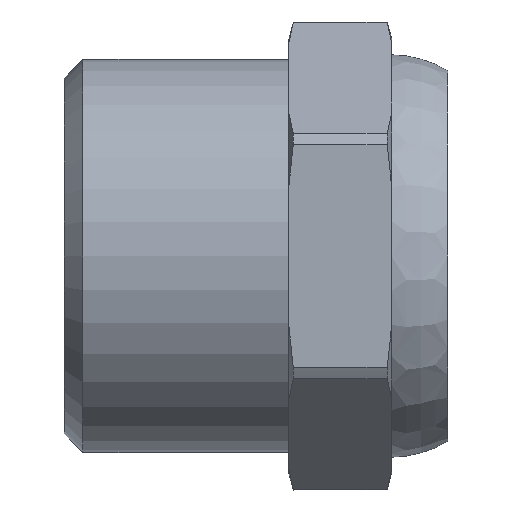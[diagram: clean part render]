
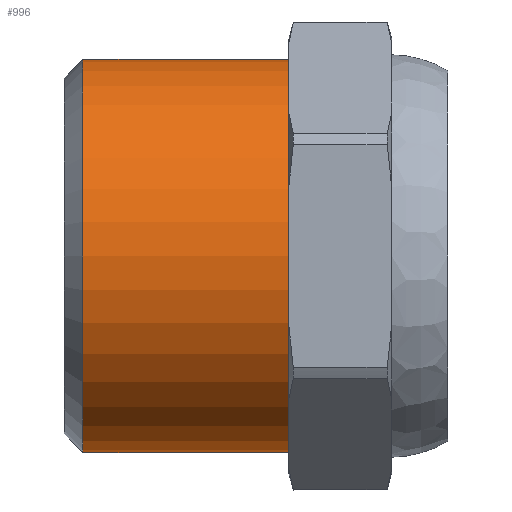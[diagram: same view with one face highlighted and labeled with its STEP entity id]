
A CAD part, front view. The second image highlights one B-rep face of the part: STEP entity #996.
In plain terms, the highlighted cylindrical face has radius 10.5 mm (diameter 21 mm), a partial arc.
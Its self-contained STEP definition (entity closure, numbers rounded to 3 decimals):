
#56 = CYLINDRICAL_SURFACE ( 'NONE', #1017, 10.5 ) ;
#75 = CARTESIAN_POINT ( 'NONE',  ( 0., 0., 0. ) ) ;
#145 = DIRECTION ( 'NONE',  ( 0., 0., 1. ) ) ;
#155 = CARTESIAN_POINT ( 'NONE',  ( 12., 0., 0. ) ) ;
#181 = ORIENTED_EDGE ( 'NONE', *, *, #1325, .F. ) ;
#257 = FACE_OUTER_BOUND ( 'NONE', #979, .T. ) ;
#262 = EDGE_CURVE ( 'NONE', #833, #418, #551, .T. ) ;
#286 = CARTESIAN_POINT ( 'NONE',  ( 0., 0., -10.5 ) ) ;
#312 = CARTESIAN_POINT ( 'NONE',  ( 1., 0., 0. ) ) ;
#354 = DIRECTION ( 'NONE',  ( -1., 0., 0. ) ) ;
#418 = VERTEX_POINT ( 'NONE', #1216 ) ;
#468 = DIRECTION ( 'NONE',  ( -1., 0., 0. ) ) ;
#474 = DIRECTION ( 'NONE',  ( -1., 0., 0. ) ) ;
#511 = LINE ( 'NONE', #286, #1337 ) ;
#530 = DIRECTION ( 'NONE',  ( 1., 0., 0. ) ) ;
#540 = ORIENTED_EDGE ( 'NONE', *, *, #730, .T. ) ;
#551 = CIRCLE ( 'NONE', #1371, 10.5 ) ;
#570 = CARTESIAN_POINT ( 'NONE',  ( 0., 0., 10.5 ) ) ;
#666 = LINE ( 'NONE', #570, #1203 ) ;
#730 = EDGE_CURVE ( 'NONE', #930, #1262, #1132, .T. ) ;
#757 = DIRECTION ( 'NONE',  ( -1., 0., 0. ) ) ;
#819 = DIRECTION ( 'NONE',  ( 0., 0., 1. ) ) ;
#833 = VERTEX_POINT ( 'NONE', #1252 ) ;
#839 = EDGE_CURVE ( 'NONE', #1262, #833, #666, .T. ) ;
#883 = DIRECTION ( 'NONE',  ( 0., 0., -1. ) ) ;
#930 = VERTEX_POINT ( 'NONE', #950 ) ;
#950 = CARTESIAN_POINT ( 'NONE',  ( 12., 0., -10.5 ) ) ;
#979 = EDGE_LOOP ( 'NONE', ( #181, #540, #1133, #1206 ) ) ;
#996 = ADVANCED_FACE ( 'NONE', ( #257 ), #56, .T. ) ;
#1017 = AXIS2_PLACEMENT_3D ( 'NONE', #75, #474, #819 ) ;
#1025 = AXIS2_PLACEMENT_3D ( 'NONE', #155, #468, #145 ) ;
#1029 = CARTESIAN_POINT ( 'NONE',  ( 12., 0., 10.5 ) ) ;
#1132 = CIRCLE ( 'NONE', #1025, 10.5 ) ;
#1133 = ORIENTED_EDGE ( 'NONE', *, *, #839, .T. ) ;
#1203 = VECTOR ( 'NONE', #354, 1000. ) ;
#1206 = ORIENTED_EDGE ( 'NONE', *, *, #262, .T. ) ;
#1216 = CARTESIAN_POINT ( 'NONE',  ( 1., 0., -10.5 ) ) ;
#1252 = CARTESIAN_POINT ( 'NONE',  ( 1., 0., 10.5 ) ) ;
#1262 = VERTEX_POINT ( 'NONE', #1029 ) ;
#1325 = EDGE_CURVE ( 'NONE', #930, #418, #511, .T. ) ;
#1337 = VECTOR ( 'NONE', #757, 1000. ) ;
#1371 = AXIS2_PLACEMENT_3D ( 'NONE', #312, #530, #883 ) ;
